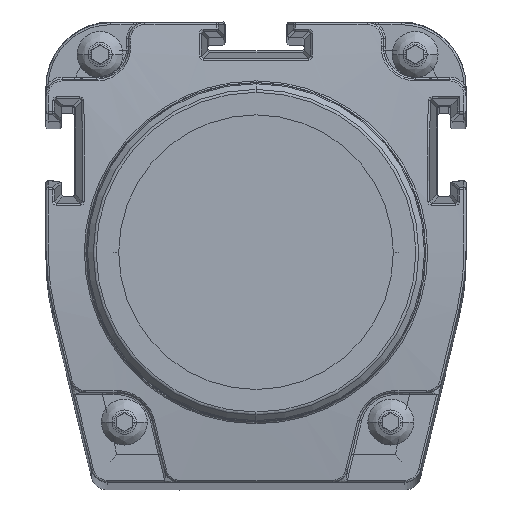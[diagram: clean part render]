
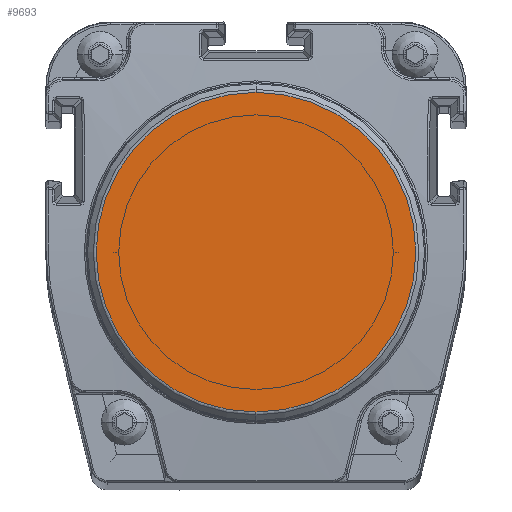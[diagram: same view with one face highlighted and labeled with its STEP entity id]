
A CAD part, top view. The second image highlights one B-rep face of the part: STEP entity #9693.
In plain terms, the highlighted face is planar.
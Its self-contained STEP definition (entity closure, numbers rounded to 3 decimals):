
#4877=CARTESIAN_POINT('',(0.,21.,0.));
#4878=DIRECTION('',(0.,1.,0.));
#4879=DIRECTION('',(0.,0.,-1.));
#4880=AXIS2_PLACEMENT_3D('',#4877,#4878,#4879);
#4882=CARTESIAN_POINT('',(0.,21.,0.));
#4883=DIRECTION('',(0.,1.,0.));
#4884=DIRECTION('',(0.,0.,1.));
#4885=AXIS2_PLACEMENT_3D('',#4882,#4883,#4884);
#7255=CARTESIAN_POINT('',(0.,21.,-19.793));
#7256=CARTESIAN_POINT('',(0.,21.,19.793));
#7257=VERTEX_POINT('',#7255);
#7258=VERTEX_POINT('',#7256);
#9683=CARTESIAN_POINT('',(-26.,21.,0.));
#9684=DIRECTION('',(0.,-1.,0.));
#9685=DIRECTION('',(0.,0.,1.));
#9686=AXIS2_PLACEMENT_3D('',#9683,#9684,#9685);
#9687=PLANE('',#9686);
#9688=ORIENTED_EDGE('',*,*,#9673,.F.);
#9690=ORIENTED_EDGE('',*,*,#9689,.F.);
#9691=EDGE_LOOP('',(#9688,#9690));
#9692=FACE_OUTER_BOUND('',#9691,.F.);
#9693=ADVANCED_FACE('',(#9692),#9687,.F.);
#4881=CIRCLE('',#4880,19.793);
#4886=CIRCLE('',#4885,19.793);
#9673=EDGE_CURVE('',#7257,#7258,#4881,.T.);
#9689=EDGE_CURVE('',#7258,#7257,#4886,.T.);
